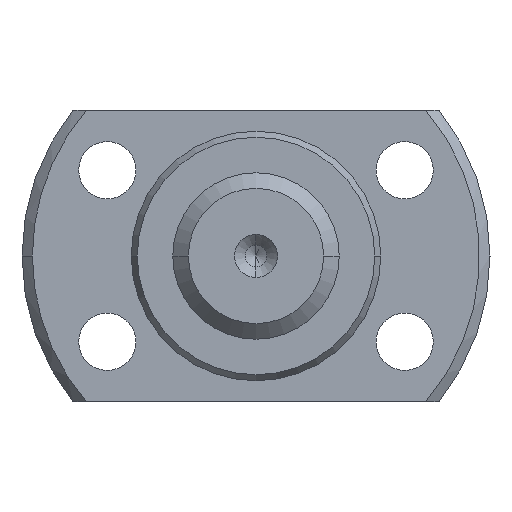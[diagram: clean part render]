
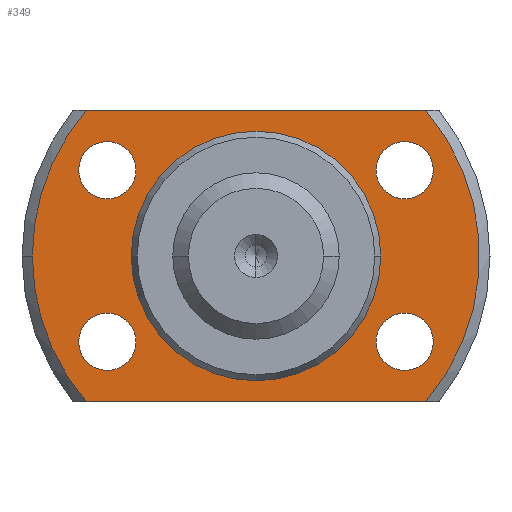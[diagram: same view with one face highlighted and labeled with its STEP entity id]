
A CAD part, left-side view. The second image highlights one B-rep face of the part: STEP entity #349.
In plain terms, the highlighted planar face has unit normal (-1, 0, 0).
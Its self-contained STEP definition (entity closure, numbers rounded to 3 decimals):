
#2 = VERTEX_POINT ( 'NONE', #380 ) ;
#54 = ORIENTED_EDGE ( 'NONE', *, *, #2070, .T. ) ;
#57 = EDGE_CURVE ( 'NONE', #2387, #2057, #117, .T. ) ;
#70 = VERTEX_POINT ( 'NONE', #2459 ) ;
#74 = ORIENTED_EDGE ( 'NONE', *, *, #1812, .F. ) ;
#84 = DIRECTION ( 'NONE',  ( 0., 1., 0. ) ) ;
#101 = DIRECTION ( 'NONE',  ( 1., 0., 0. ) ) ;
#117 = CIRCLE ( 'NONE', #1111, 2.75 ) ;
#129 = CARTESIAN_POINT ( 'NONE',  ( 11.5, 16.317, 14. ) ) ;
#134 = CARTESIAN_POINT ( 'NONE',  ( 11.5, -17.05, -8.25 ) ) ;
#137 = DIRECTION ( 'NONE',  ( 1., 0., 0. ) ) ;
#154 = PLANE ( 'NONE',  #2823 ) ;
#159 = DIRECTION ( 'NONE',  ( 0., 1., 0. ) ) ;
#167 = FACE_BOUND ( 'NONE', #376, .T. ) ;
#188 = DIRECTION ( 'NONE',  ( 1., 0., 0. ) ) ;
#191 = DIRECTION ( 'NONE',  ( 0., 1., 0. ) ) ;
#214 = DIRECTION ( 'NONE',  ( 0., 1., 0. ) ) ;
#255 = CARTESIAN_POINT ( 'NONE',  ( 11.5, -11.55, -8.25 ) ) ;
#271 = DIRECTION ( 'NONE',  ( 1., 0., 0. ) ) ;
#320 = VERTEX_POINT ( 'NONE', #1924 ) ;
#337 = CIRCLE ( 'NONE', #1272, 2.75 ) ;
#349 = ADVANCED_FACE ( 'NONE', ( #1643, #167, #1939, #2419, #1148, #467 ), #154, .F. ) ;
#376 = EDGE_LOOP ( 'NONE', ( #1330, #3075 ) ) ;
#380 = CARTESIAN_POINT ( 'NONE',  ( 11.5, 16.317, -14. ) ) ;
#406 = DIRECTION ( 'NONE',  ( 0., 1., 0. ) ) ;
#438 = EDGE_CURVE ( 'NONE', #70, #2050, #1115, .T. ) ;
#467 = FACE_OUTER_BOUND ( 'NONE', #1028, .T. ) ;
#492 = VECTOR ( 'NONE', #2935, 1000. ) ;
#504 = ORIENTED_EDGE ( 'NONE', *, *, #1977, .T. ) ;
#527 = DIRECTION ( 'NONE',  ( 1., 0., 0. ) ) ;
#564 = DIRECTION ( 'NONE',  ( 1., 0., 0. ) ) ;
#575 = CARTESIAN_POINT ( 'NONE',  ( 11.5, 21.5, 0. ) ) ;
#577 = EDGE_CURVE ( 'NONE', #2057, #2387, #1273, .T. ) ;
#686 = ORIENTED_EDGE ( 'NONE', *, *, #835, .T. ) ;
#696 = CARTESIAN_POINT ( 'NONE',  ( 11.5, 0., 0. ) ) ;
#717 = AXIS2_PLACEMENT_3D ( 'NONE', #1235, #1443, #1997 ) ;
#769 = ORIENTED_EDGE ( 'NONE', *, *, #1344, .F. ) ;
#783 = CARTESIAN_POINT ( 'NONE',  ( 11.5, -12., 0. ) ) ;
#791 = EDGE_CURVE ( 'NONE', #1512, #1123, #1377, .T. ) ;
#793 = CARTESIAN_POINT ( 'NONE',  ( 11.5, 17.05, -8.25 ) ) ;
#835 = EDGE_CURVE ( 'NONE', #956, #2872, #2719, .T. ) ;
#838 = EDGE_LOOP ( 'NONE', ( #1802, #686 ) ) ;
#883 = CARTESIAN_POINT ( 'NONE',  ( 11.5, -14.3, 8.25 ) ) ;
#948 = DIRECTION ( 'NONE',  ( 1., 0., 0. ) ) ;
#956 = VERTEX_POINT ( 'NONE', #2634 ) ;
#964 = CIRCLE ( 'NONE', #1013, 21.5 ) ;
#998 = DIRECTION ( 'NONE',  ( 0., 1., 0. ) ) ;
#1013 = AXIS2_PLACEMENT_3D ( 'NONE', #696, #1652, #1920 ) ;
#1028 = EDGE_LOOP ( 'NONE', ( #1407, #74, #769, #504, #2150 ) ) ;
#1097 = DIRECTION ( 'NONE',  ( 0., 1., 0. ) ) ;
#1111 = AXIS2_PLACEMENT_3D ( 'NONE', #3168, #948, #214 ) ;
#1115 = CIRCLE ( 'NONE', #2931, 2.75 ) ;
#1123 = VERTEX_POINT ( 'NONE', #783 ) ;
#1148 = FACE_BOUND ( 'NONE', #1478, .T. ) ;
#1149 = ORIENTED_EDGE ( 'NONE', *, *, #57, .T. ) ;
#1202 = CARTESIAN_POINT ( 'NONE',  ( 11.5, -14.3, 8.25 ) ) ;
#1204 = DIRECTION ( 'NONE',  ( 1., 0., 0. ) ) ;
#1235 = CARTESIAN_POINT ( 'NONE',  ( 11.5, 14.3, -8.25 ) ) ;
#1249 = DIRECTION ( 'NONE',  ( 1., 0., 0. ) ) ;
#1259 = DIRECTION ( 'NONE',  ( 0., -1., 0. ) ) ;
#1272 = AXIS2_PLACEMENT_3D ( 'NONE', #1849, #101, #1097 ) ;
#1273 = CIRCLE ( 'NONE', #2986, 2.75 ) ;
#1319 = AXIS2_PLACEMENT_3D ( 'NONE', #2051, #3076, #2834 ) ;
#1330 = ORIENTED_EDGE ( 'NONE', *, *, #438, .T. ) ;
#1344 = EDGE_CURVE ( 'NONE', #2, #2133, #2241, .T. ) ;
#1364 = CARTESIAN_POINT ( 'NONE',  ( 11.5, 0., 0. ) ) ;
#1377 = CIRCLE ( 'NONE', #2356, 12. ) ;
#1407 = ORIENTED_EDGE ( 'NONE', *, *, #1870, .F. ) ;
#1416 = AXIS2_PLACEMENT_3D ( 'NONE', #1364, #2594, #159 ) ;
#1440 = VERTEX_POINT ( 'NONE', #2848 ) ;
#1443 = DIRECTION ( 'NONE',  ( 1., 0., 0. ) ) ;
#1446 = DIRECTION ( 'NONE',  ( 0., 1., 0. ) ) ;
#1475 = AXIS2_PLACEMENT_3D ( 'NONE', #2270, #271, #998 ) ;
#1478 = EDGE_LOOP ( 'NONE', ( #1768, #54 ) ) ;
#1512 = VERTEX_POINT ( 'NONE', #2425 ) ;
#1549 = EDGE_LOOP ( 'NONE', ( #1149, #2767 ) ) ;
#1583 = EDGE_CURVE ( 'NONE', #1440, #320, #2665, .T. ) ;
#1590 = ORIENTED_EDGE ( 'NONE', *, *, #2433, .T. ) ;
#1641 = LINE ( 'NONE', #2907, #492 ) ;
#1643 = FACE_BOUND ( 'NONE', #1741, .T. ) ;
#1652 = DIRECTION ( 'NONE',  ( 1., 0., 0. ) ) ;
#1712 = CARTESIAN_POINT ( 'NONE',  ( 11.5, 0., 0. ) ) ;
#1725 = EDGE_CURVE ( 'NONE', #2751, #2023, #337, .T. ) ;
#1741 = EDGE_LOOP ( 'NONE', ( #1869, #1590 ) ) ;
#1768 = ORIENTED_EDGE ( 'NONE', *, *, #791, .T. ) ;
#1790 = EDGE_CURVE ( 'NONE', #2050, #70, #3091, .T. ) ;
#1802 = ORIENTED_EDGE ( 'NONE', *, *, #2760, .T. ) ;
#1812 = EDGE_CURVE ( 'NONE', #2133, #2702, #964, .T. ) ;
#1849 = CARTESIAN_POINT ( 'NONE',  ( 11.5, 14.3, 8.25 ) ) ;
#1869 = ORIENTED_EDGE ( 'NONE', *, *, #1725, .T. ) ;
#1870 = EDGE_CURVE ( 'NONE', #2702, #1440, #1641, .T. ) ;
#1920 = DIRECTION ( 'NONE',  ( 0., 1., 0. ) ) ;
#1924 = CARTESIAN_POINT ( 'NONE',  ( 11.5, -16.317, -14. ) ) ;
#1939 = FACE_BOUND ( 'NONE', #1549, .T. ) ;
#1977 = EDGE_CURVE ( 'NONE', #2, #320, #2273, .T. ) ;
#1997 = DIRECTION ( 'NONE',  ( 0., 1., 0. ) ) ;
#1998 = CIRCLE ( 'NONE', #3095, 12. ) ;
#2002 = CIRCLE ( 'NONE', #1475, 2.75 ) ;
#2023 = VERTEX_POINT ( 'NONE', #2753 ) ;
#2048 = VECTOR ( 'NONE', #1259, 1000. ) ;
#2050 = VERTEX_POINT ( 'NONE', #2052 ) ;
#2051 = CARTESIAN_POINT ( 'NONE',  ( 11.5, 14.3, -8.25 ) ) ;
#2052 = CARTESIAN_POINT ( 'NONE',  ( 11.5, -17.05, 8.25 ) ) ;
#2057 = VERTEX_POINT ( 'NONE', #134 ) ;
#2070 = EDGE_CURVE ( 'NONE', #1123, #1512, #1998, .T. ) ;
#2089 = AXIS2_PLACEMENT_3D ( 'NONE', #1712, #1249, #2745 ) ;
#2133 = VERTEX_POINT ( 'NONE', #575 ) ;
#2150 = ORIENTED_EDGE ( 'NONE', *, *, #1583, .F. ) ;
#2241 = CIRCLE ( 'NONE', #1416, 21.5 ) ;
#2270 = CARTESIAN_POINT ( 'NONE',  ( 11.5, 14.3, 8.25 ) ) ;
#2273 = LINE ( 'NONE', #3006, #2048 ) ;
#2286 = DIRECTION ( 'NONE',  ( 0., 1., 0. ) ) ;
#2329 = DIRECTION ( 'NONE',  ( 1., 0., 0. ) ) ;
#2356 = AXIS2_PLACEMENT_3D ( 'NONE', #2583, #2329, #2286 ) ;
#2387 = VERTEX_POINT ( 'NONE', #255 ) ;
#2419 = FACE_BOUND ( 'NONE', #838, .T. ) ;
#2425 = CARTESIAN_POINT ( 'NONE',  ( 11.5, 12., 0. ) ) ;
#2433 = EDGE_CURVE ( 'NONE', #2023, #2751, #2002, .T. ) ;
#2446 = DIRECTION ( 'NONE',  ( 0., 1., 0. ) ) ;
#2459 = CARTESIAN_POINT ( 'NONE',  ( 11.5, -11.55, 8.25 ) ) ;
#2520 = CARTESIAN_POINT ( 'NONE',  ( 11.5, -14.3, -8.25 ) ) ;
#2583 = CARTESIAN_POINT ( 'NONE',  ( 11.5, 0., 0. ) ) ;
#2594 = DIRECTION ( 'NONE',  ( 1., 0., 0. ) ) ;
#2600 = CARTESIAN_POINT ( 'NONE',  ( 11.5, 0., 0. ) ) ;
#2634 = CARTESIAN_POINT ( 'NONE',  ( 11.5, 11.55, -8.25 ) ) ;
#2639 = CARTESIAN_POINT ( 'NONE',  ( 11.5, -12., 0. ) ) ;
#2665 = CIRCLE ( 'NONE', #2089, 21.5 ) ;
#2702 = VERTEX_POINT ( 'NONE', #129 ) ;
#2719 = CIRCLE ( 'NONE', #1319, 2.75 ) ;
#2731 = CIRCLE ( 'NONE', #717, 2.75 ) ;
#2745 = DIRECTION ( 'NONE',  ( 0., 1., 0. ) ) ;
#2751 = VERTEX_POINT ( 'NONE', #3183 ) ;
#2753 = CARTESIAN_POINT ( 'NONE',  ( 11.5, 11.55, 8.25 ) ) ;
#2760 = EDGE_CURVE ( 'NONE', #2872, #956, #2731, .T. ) ;
#2767 = ORIENTED_EDGE ( 'NONE', *, *, #577, .T. ) ;
#2823 = AXIS2_PLACEMENT_3D ( 'NONE', #2639, #1204, #191 ) ;
#2834 = DIRECTION ( 'NONE',  ( 0., 1., 0. ) ) ;
#2848 = CARTESIAN_POINT ( 'NONE',  ( 11.5, -16.317, 14. ) ) ;
#2872 = VERTEX_POINT ( 'NONE', #793 ) ;
#2907 = CARTESIAN_POINT ( 'NONE',  ( 11.5, -12., 14. ) ) ;
#2931 = AXIS2_PLACEMENT_3D ( 'NONE', #883, #137, #406 ) ;
#2932 = AXIS2_PLACEMENT_3D ( 'NONE', #1202, #188, #1446 ) ;
#2935 = DIRECTION ( 'NONE',  ( 0., -1., 0. ) ) ;
#2986 = AXIS2_PLACEMENT_3D ( 'NONE', #2520, #527, #2446 ) ;
#3006 = CARTESIAN_POINT ( 'NONE',  ( 11.5, -12., -14. ) ) ;
#3075 = ORIENTED_EDGE ( 'NONE', *, *, #1790, .T. ) ;
#3076 = DIRECTION ( 'NONE',  ( 1., 0., 0. ) ) ;
#3091 = CIRCLE ( 'NONE', #2932, 2.75 ) ;
#3095 = AXIS2_PLACEMENT_3D ( 'NONE', #2600, #564, #84 ) ;
#3168 = CARTESIAN_POINT ( 'NONE',  ( 11.5, -14.3, -8.25 ) ) ;
#3183 = CARTESIAN_POINT ( 'NONE',  ( 11.5, 17.05, 8.25 ) ) ;
